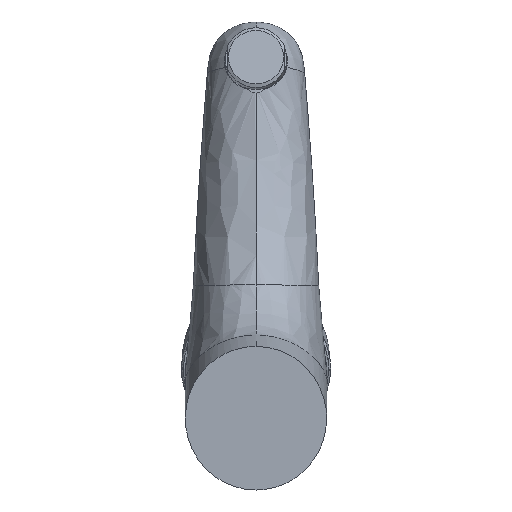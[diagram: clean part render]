
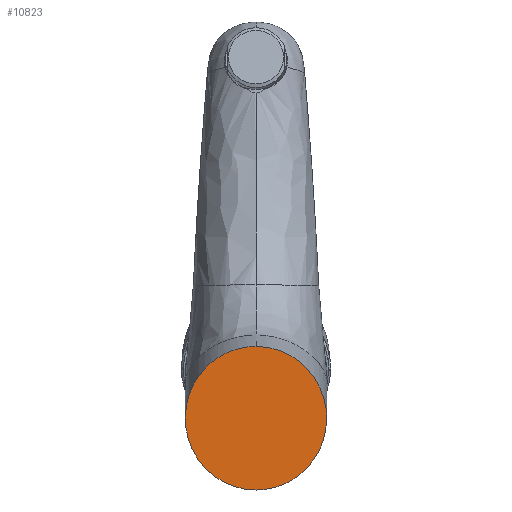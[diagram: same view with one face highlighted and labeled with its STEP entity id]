
A CAD part, front view. The second image highlights one B-rep face of the part: STEP entity #10823.
In plain terms, the highlighted planar face has unit normal (0, -1, 0).
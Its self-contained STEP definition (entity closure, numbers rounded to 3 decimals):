
#512 = AXIS2_PLACEMENT_3D ( 'NONE', #4597, #8387, #1078 ) ;
#1078 = DIRECTION ( 'NONE',  ( -1., 0., 0. ) ) ;
#2417 = CARTESIAN_POINT ( 'NONE',  ( 0., 0., -27.924 ) ) ;
#4597 = CARTESIAN_POINT ( 'NONE',  ( 8.758, 0., 0. ) ) ;
#5584 = CARTESIAN_POINT ( 'NONE',  ( -55., 0., 27.924 ) ) ;
#5881 = CARTESIAN_POINT ( 'NONE',  ( 0., 0., -27.924 ) ) ;
#6254 = FACE_OUTER_BOUND ( 'NONE', #11581, .T. ) ;
#6753 = CARTESIAN_POINT ( 'NONE',  ( -55., 0., -27.924 ) ) ;
#6965 = CARTESIAN_POINT ( 'NONE',  ( 0., 0., 27.924 ) ) ;
#7984 =( BOUNDED_CURVE ( )  B_SPLINE_CURVE ( 3, ( #15557, #11954, #13171, #5881 ),
 .UNSPECIFIED., .F., .F. ) 
 B_SPLINE_CURVE_WITH_KNOTS ( ( 4, 4 ),
 ( 0., 3.142 ),
 .UNSPECIFIED. ) 
 CURVE ( )  GEOMETRIC_REPRESENTATION_ITEM ( )  RATIONAL_B_SPLINE_CURVE ( ( 1., 0.333, 0.333, 1. ) ) 
 REPRESENTATION_ITEM ( '' )  );
#8387 = DIRECTION ( 'NONE',  ( 0., -1., 0. ) ) ;
#8755 = ORIENTED_EDGE ( 'NONE', *, *, #15119, .F. ) ;
#9015 = VERTEX_POINT ( 'NONE', #6965 ) ;
#9098 = ORIENTED_EDGE ( 'NONE', *, *, #14319, .F. ) ;
#9658 =( BOUNDED_CURVE ( )  B_SPLINE_CURVE ( 3, ( #2417, #6753, #5584, #14099 ),
 .UNSPECIFIED., .F., .T. ) 
 B_SPLINE_CURVE_WITH_KNOTS ( ( 4, 4 ),
 ( 3.142, 6.283 ),
 .UNSPECIFIED. ) 
 CURVE ( )  GEOMETRIC_REPRESENTATION_ITEM ( )  RATIONAL_B_SPLINE_CURVE ( ( 1., 0.333, 0.333, 1. ) ) 
 REPRESENTATION_ITEM ( '' )  );
#10301 = CARTESIAN_POINT ( 'NONE',  ( 0., 0., -27.924 ) ) ;
#10823 = ADVANCED_FACE ( 'NONE', ( #6254 ), #12016, .T. ) ;
#11581 = EDGE_LOOP ( 'NONE', ( #9098, #8755 ) ) ;
#11954 = CARTESIAN_POINT ( 'NONE',  ( 55., 0., 27.924 ) ) ;
#12016 = PLANE ( 'NONE',  #512 ) ;
#13171 = CARTESIAN_POINT ( 'NONE',  ( 55., 0., -27.924 ) ) ;
#13570 = VERTEX_POINT ( 'NONE', #10301 ) ;
#14099 = CARTESIAN_POINT ( 'NONE',  ( 0., 0., 27.924 ) ) ;
#14319 = EDGE_CURVE ( 'NONE', #9015, #13570, #7984, .T. ) ;
#15119 = EDGE_CURVE ( 'NONE', #13570, #9015, #9658, .T. ) ;
#15557 = CARTESIAN_POINT ( 'NONE',  ( 0., 0., 27.924 ) ) ;
